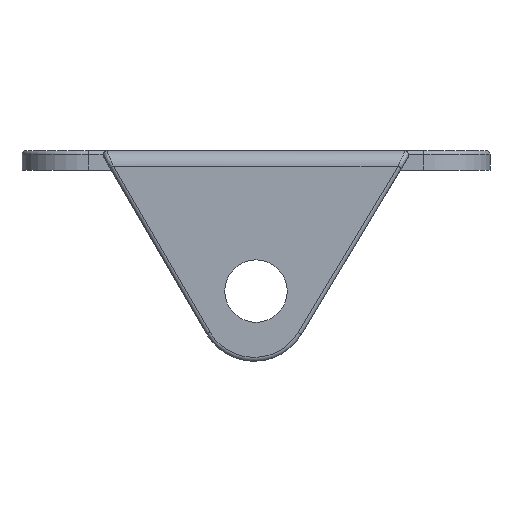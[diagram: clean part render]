
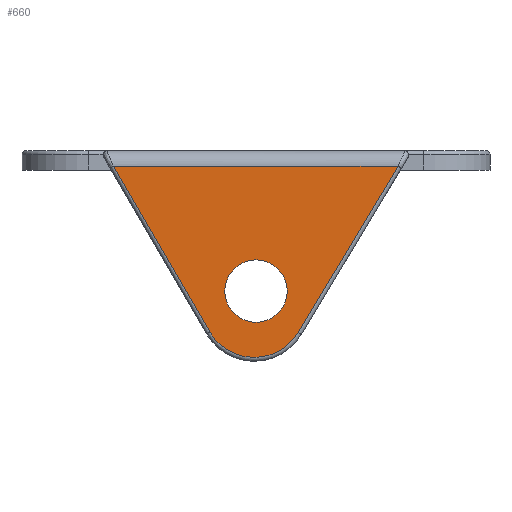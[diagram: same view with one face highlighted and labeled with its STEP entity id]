
A CAD part, left-side view. The second image highlights one B-rep face of the part: STEP entity #660.
In plain terms, the highlighted face is planar.
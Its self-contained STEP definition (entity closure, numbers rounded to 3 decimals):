
#59=LINE('',#1118,#105);
#61=LINE('',#1130,#107);
#62=LINE('',#1194,#108);
#105=VECTOR('',#847,24.878);
#107=VECTOR('',#861,24.553);
#108=VECTOR('',#868,36.474);
#139=PLANE('',#723);
#157=FACE_BOUND('',#233,.T.);
#184=FACE_OUTER_BOUND('',#232,.T.);
#232=EDGE_LOOP('',(#528,#529,#530,#531));
#233=EDGE_LOOP('',(#532));
#278=CIRCLE('',#718,6.575);
#280=CIRCLE('',#724,4.);
#321=VERTEX_POINT('',#1097);
#324=VERTEX_POINT('',#1114);
#326=VERTEX_POINT('',#1120);
#328=VERTEX_POINT('',#1126);
#333=VERTEX_POINT('',#1195);
#394=EDGE_CURVE('',#321,#324,#59,.T.);
#397=EDGE_CURVE('',#324,#326,#278,.T.);
#400=EDGE_CURVE('',#326,#328,#61,.T.);
#405=EDGE_CURVE('',#328,#321,#62,.T.);
#406=EDGE_CURVE('',#333,#333,#280,.T.);
#528=ORIENTED_EDGE('',*,*,#400,.F.);
#529=ORIENTED_EDGE('',*,*,#397,.F.);
#530=ORIENTED_EDGE('',*,*,#394,.F.);
#531=ORIENTED_EDGE('',*,*,#405,.F.);
#532=ORIENTED_EDGE('',*,*,#406,.T.);
#660=ADVANCED_FACE('',(#184,#157),#139,.T.);
#718=AXIS2_PLACEMENT_3D('',#1124,#854,#855);
#723=AXIS2_PLACEMENT_3D('',#1193,#866,#867);
#724=AXIS2_PLACEMENT_3D('',#1196,#869,#870);
#847=DIRECTION('',(0.515,0.,-0.857));
#854=DIRECTION('center_axis',(0.,-1.,0.));
#855=DIRECTION('ref_axis',(0.008,0.,-1.));
#861=DIRECTION('',(0.502,0.,0.865));
#866=DIRECTION('center_axis',(0.,1.,0.));
#867=DIRECTION('ref_axis',(0.,0.,1.));
#868=DIRECTION('',(-1.,0.,0.));
#869=DIRECTION('center_axis',(0.,-1.,0.));
#870=DIRECTION('ref_axis',(-1.,0.,0.));
#1097=CARTESIAN_POINT('',(3.286,10.,0.5));
#1114=CARTESIAN_POINT('',(16.109,10.,-20.818));
#1118=CARTESIAN_POINT('',(6.53,10.,-4.893));
#1120=CARTESIAN_POINT('',(27.428,10.,-20.732));
#1124=CARTESIAN_POINT('Origin',(21.743,10.,-17.43));
#1126=CARTESIAN_POINT('',(39.76,10.,0.5));
#1130=CARTESIAN_POINT('',(29.827,10.,-16.601));
#1193=CARTESIAN_POINT('Origin',(21.556,10.,-6.273));
#1194=CARTESIAN_POINT('',(21.528,10.,0.5));
#1195=CARTESIAN_POINT('',(25.5,10.,-15.5));
#1196=CARTESIAN_POINT('Origin',(21.5,10.,-15.5));
